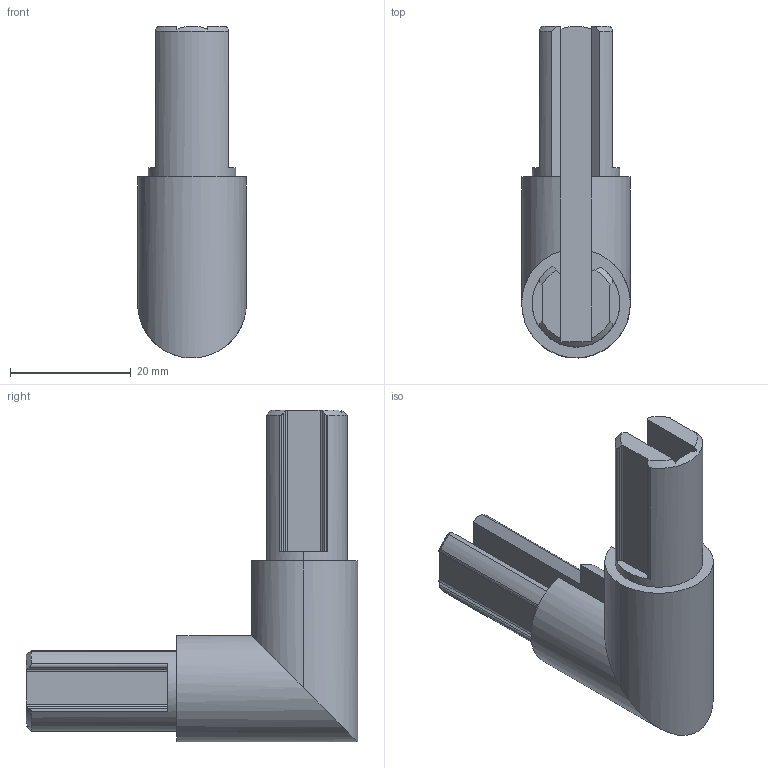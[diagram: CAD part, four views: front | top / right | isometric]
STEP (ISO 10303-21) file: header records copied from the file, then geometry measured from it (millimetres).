
FILE_DESCRIPTION (( 'STEP AP203' ), '1' );
FILE_NAME ('55320-240.STEP', '2016-03-24T13:24:09', ( '' ), ( '' ), 'SwSTEP 2.0', 'SolidWorks 2015', '' );
FILE_SCHEMA (( 'CONFIG_CONTROL_DESIGN' ));
Length unit declared in the file: millimetre
Products named in the file (1): 55320-240
Bounding box: 18 x 55 x 54.99 mm (x, y, z)
Volume: 11483.9 mm3; surface area: 7475.2 mm2
Topology: 1 solids, 1 shells, 294 faces, 803 edges, 534 vertices
Faces by surface type: plane 153, bspline 108, cylinder 27, cone 6
Entity records: 15408 total; most frequent: CARTESIAN_POINT 8649, ORIENTED_EDGE 1606, DIRECTION 978, EDGE_CURVE 803, VERTEX_POINT 534, VECTOR 492, LINE 492, EDGE_LOOP 317
